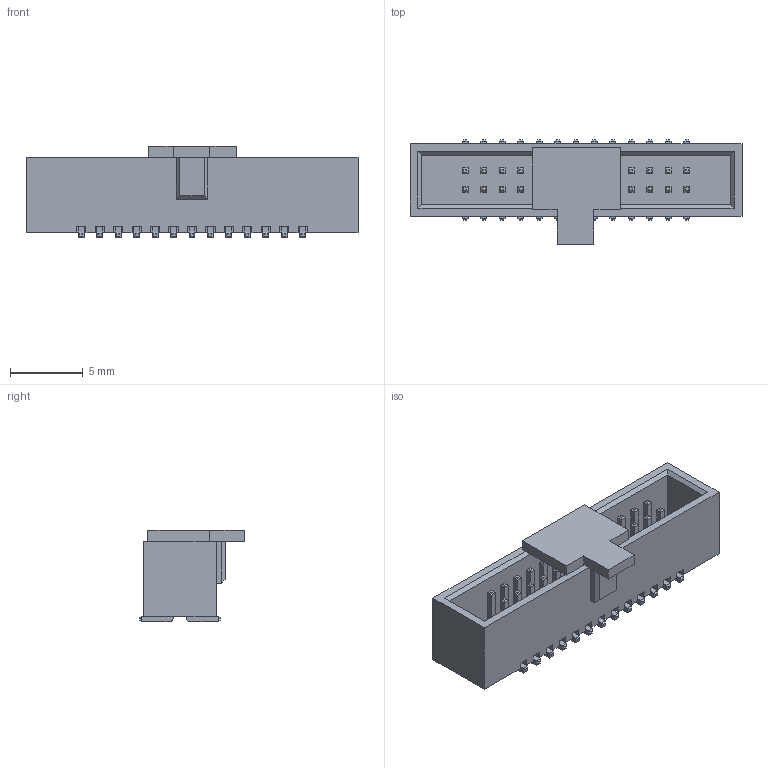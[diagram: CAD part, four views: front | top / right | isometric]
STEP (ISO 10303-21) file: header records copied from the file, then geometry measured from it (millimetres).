
FILE_DESCRIPTION(/* description */ ('Unknown'),/* implementation_level */ '2;1');
FILE_NAME(/* name */ '3220-26-0300-00-TR',/* time_stamp */ '2023-02-28T11:56:52+02:00',/* author */ ('Unknown'),/* organization */ ('Unknown'),/* preprocessor_version */ 'ST-DEVELOPER v18.102',/* originating_system */ 'Solid Edge',/* authorisation */ 'Unknown');
FILE_SCHEMA (('AUTOMOTIVE_DESIGN {1 0 10303 214 3 1 1}'));
Length unit declared in the file: millimetre
Products named in the file (1): 3220-26-0300-00-TR
Bounding box: 22.86 x 7.2 x 6.32 mm (x, y, z)
Volume: 334.6 mm3; surface area: 1101.3 mm2
Topology: 1 solids, 1 shells, 683 faces, 1673 edges, 1042 vertices
Faces by surface type: plane 657, cylinder 26
Entity records: 24228 total; most frequent: CARTESIAN_POINT 3399, ORIENTED_EDGE 3346, DIRECTION 3093, EDGE_CURVE 1673, LINE 1621, VECTOR 1621, VERTEX_POINT 1042, AXIS2_PLACEMENT_3D 736
